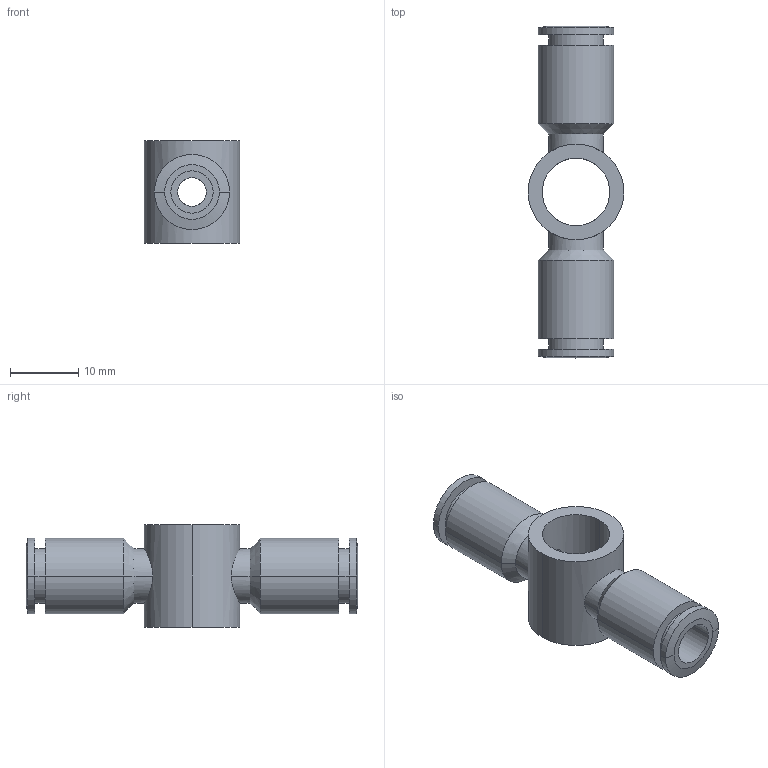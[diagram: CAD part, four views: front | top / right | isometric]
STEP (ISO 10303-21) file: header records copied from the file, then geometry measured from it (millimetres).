
FILE_DESCRIPTION((''),'2;1');
FILE_NAME('140618.stp','2003-05-26T16:54:58',('maffial1'),(''),'Autodesk Inventor (R) 6.0','Autodesk Inventor (R) 6.0','');
FILE_SCHEMA(('AUTOMOTIVE_DESIGN { 1 0 10303 214 1 1 1 1 }'));
Length unit declared in the file: millimetre
Products named in the file (1): 140618
Bounding box: 14 x 48.6 x 15 mm (x, y, z)
Volume: 3016.4 mm3; surface area: 3398 mm2
Topology: 1 solids, 1 shells, 46 faces, 97 edges, 61 vertices
Faces by surface type: cylinder 24, cone 8, plane 8, bspline 6
Entity records: 1453 total; most frequent: CARTESIAN_POINT 415, DIRECTION 224, ORIENTED_EDGE 194, EDGE_CURVE 97, AXIS2_PLACEMENT_3D 94, VERTEX_POINT 61, EDGE_LOOP 60, CIRCLE 53
